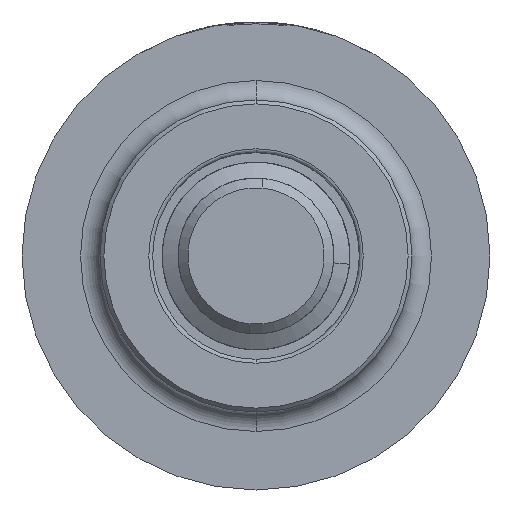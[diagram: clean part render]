
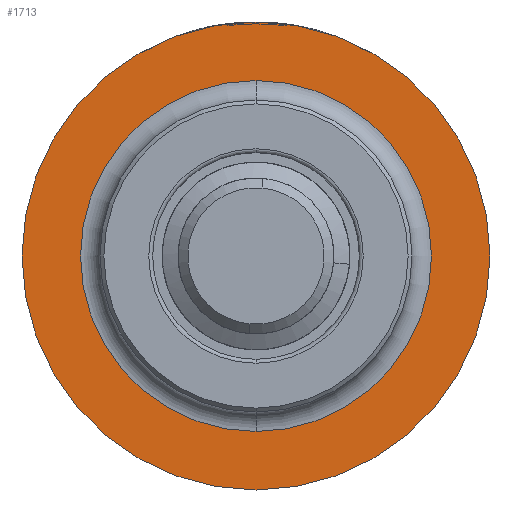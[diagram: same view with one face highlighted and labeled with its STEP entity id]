
A CAD part, front view. The second image highlights one B-rep face of the part: STEP entity #1713.
In plain terms, the highlighted planar face has unit normal (0, -1, 0).
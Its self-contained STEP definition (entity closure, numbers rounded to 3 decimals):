
#192 = FACE_OUTER_BOUND ( 'NONE', #7627, .T. ) ;
#254 = ORIENTED_EDGE ( 'NONE', *, *, #3163, .T. ) ;
#285 = CIRCLE ( 'NONE', #6563, 9. ) ;
#569 = AXIS2_PLACEMENT_3D ( 'NONE', #7710, #2724, #5830 ) ;
#606 = CARTESIAN_POINT ( 'NONE',  ( 0., 9.42, -12. ) ) ;
#719 = AXIS2_PLACEMENT_3D ( 'NONE', #1462, #5192, #4013 ) ;
#773 = CARTESIAN_POINT ( 'NONE',  ( 0., 9.42, -9. ) ) ;
#932 = DIRECTION ( 'NONE',  ( 0., 0., -1. ) ) ;
#1152 = VERTEX_POINT ( 'NONE', #7389 ) ;
#1423 = DIRECTION ( 'NONE',  ( 0., -1., 0. ) ) ;
#1426 = VERTEX_POINT ( 'NONE', #606 ) ;
#1462 = CARTESIAN_POINT ( 'NONE',  ( 0., 9.42, 0. ) ) ;
#1665 = VERTEX_POINT ( 'NONE', #773 ) ;
#1713 = ADVANCED_FACE ( 'NONE', ( #192, #6929 ), #5826, .T. ) ;
#2013 = ORIENTED_EDGE ( 'NONE', *, *, #3115, .F. ) ;
#2097 = CARTESIAN_POINT ( 'NONE',  ( 0., 9.42, 0. ) ) ;
#2102 = CARTESIAN_POINT ( 'NONE',  ( 9., 9.42, 0. ) ) ;
#2724 = DIRECTION ( 'NONE',  ( 0., -1., 0. ) ) ;
#3115 = EDGE_CURVE ( 'NONE', #4989, #1665, #6842, .T. ) ;
#3163 = EDGE_CURVE ( 'NONE', #1426, #1152, #3192, .T. ) ;
#3192 = CIRCLE ( 'NONE', #719, 12. ) ;
#3195 = DIRECTION ( 'NONE',  ( 0., 0., -1. ) ) ;
#3565 = EDGE_LOOP ( 'NONE', ( #5125, #2013 ) ) ;
#4013 = DIRECTION ( 'NONE',  ( 0., 0., -1. ) ) ;
#4155 = CIRCLE ( 'NONE', #4499, 12. ) ;
#4416 = CARTESIAN_POINT ( 'NONE',  ( 0., 9.42, 0. ) ) ;
#4499 = AXIS2_PLACEMENT_3D ( 'NONE', #4416, #6816, #3195 ) ;
#4624 = DIRECTION ( 'NONE',  ( 0., -1., 0. ) ) ;
#4696 = ORIENTED_EDGE ( 'NONE', *, *, #5851, .T. ) ;
#4798 = CARTESIAN_POINT ( 'NONE',  ( 0., 9.42, 9. ) ) ;
#4989 = VERTEX_POINT ( 'NONE', #4798 ) ;
#5125 = ORIENTED_EDGE ( 'NONE', *, *, #7625, .F. ) ;
#5192 = DIRECTION ( 'NONE',  ( 0., -1., 0. ) ) ;
#5716 = AXIS2_PLACEMENT_3D ( 'NONE', #2102, #1423, #7065 ) ;
#5826 = PLANE ( 'NONE',  #5716 ) ;
#5830 = DIRECTION ( 'NONE',  ( 0., 0., -1. ) ) ;
#5851 = EDGE_CURVE ( 'NONE', #1152, #1426, #4155, .T. ) ;
#6563 = AXIS2_PLACEMENT_3D ( 'NONE', #2097, #4624, #932 ) ;
#6816 = DIRECTION ( 'NONE',  ( 0., -1., 0. ) ) ;
#6842 = CIRCLE ( 'NONE', #569, 9. ) ;
#6929 = FACE_BOUND ( 'NONE', #3565, .T. ) ;
#7065 = DIRECTION ( 'NONE',  ( 0., 0., -1. ) ) ;
#7389 = CARTESIAN_POINT ( 'NONE',  ( 0., 9.42, 12. ) ) ;
#7625 = EDGE_CURVE ( 'NONE', #1665, #4989, #285, .T. ) ;
#7627 = EDGE_LOOP ( 'NONE', ( #254, #4696 ) ) ;
#7710 = CARTESIAN_POINT ( 'NONE',  ( 0., 9.42, 0. ) ) ;
